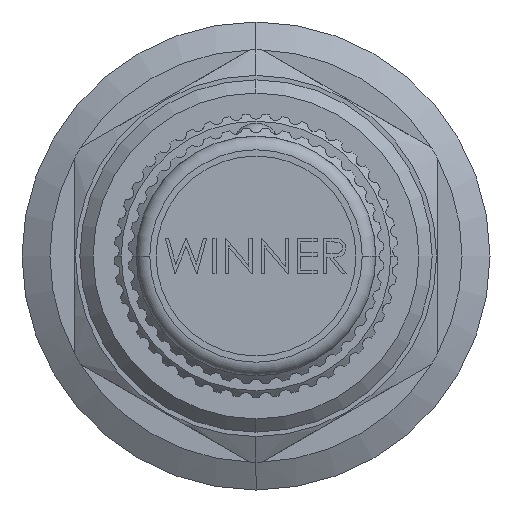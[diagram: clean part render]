
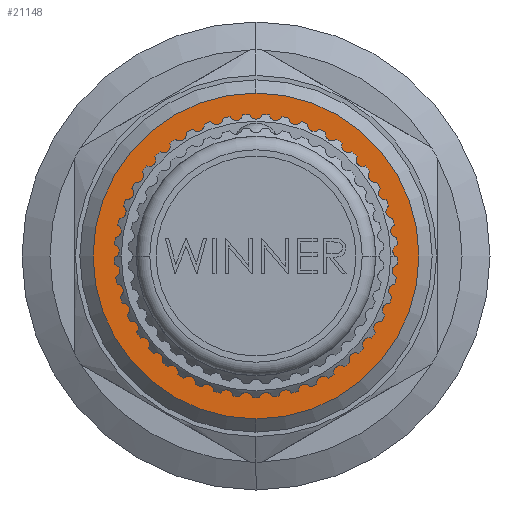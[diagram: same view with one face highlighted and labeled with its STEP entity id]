
A CAD part, left-side view. The second image highlights one B-rep face of the part: STEP entity #21148.
In plain terms, the highlighted planar face has unit normal (-1, 0, 0).
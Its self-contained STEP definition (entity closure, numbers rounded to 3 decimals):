
#109 = DIRECTION ( 'NONE',  ( 0., 0., 1. ) ) ;
#1624 = CARTESIAN_POINT ( 'NONE',  ( -44.5, 6.875, 0. ) ) ;
#2366 = DIRECTION ( 'NONE',  ( -1., 0., 0. ) ) ;
#4168 = FACE_BOUND ( 'NONE', #5475, .T. ) ;
#4175 = AXIS2_PLACEMENT_3D ( 'NONE', #19875, #19793, #28579 ) ;
#4379 = ORIENTED_EDGE ( 'NONE', *, *, #21891, .T. ) ;
#4520 = CARTESIAN_POINT ( 'NONE',  ( -44.5, 0., 0. ) ) ;
#4849 = VERTEX_POINT ( 'NONE', #1624 ) ;
#4868 = FACE_OUTER_BOUND ( 'NONE', #13512, .T. ) ;
#5084 = DIRECTION ( 'NONE',  ( 1., 0., 0. ) ) ;
#5475 = EDGE_LOOP ( 'NONE', ( #19605, #4379 ) ) ;
#5851 = VERTEX_POINT ( 'NONE', #22609 ) ;
#6082 = CIRCLE ( 'NONE', #12798, 18.5 ) ;
#6124 = CARTESIAN_POINT ( 'NONE',  ( -44.5, 0., 0. ) ) ;
#6306 = DIRECTION ( 'NONE',  ( -1., 0., 0. ) ) ;
#6418 = DIRECTION ( 'NONE',  ( 0., 0., 1. ) ) ;
#8025 = DIRECTION ( 'NONE',  ( -1., 0., 0. ) ) ;
#8891 = VERTEX_POINT ( 'NONE', #17678 ) ;
#9489 = AXIS2_PLACEMENT_3D ( 'NONE', #19753, #6306, #6418 ) ;
#9661 = DIRECTION ( 'NONE',  ( 0., -1., 0. ) ) ;
#11133 = ORIENTED_EDGE ( 'NONE', *, *, #19752, .T. ) ;
#12779 = EDGE_CURVE ( 'NONE', #4849, #26227, #17896, .T. ) ;
#12798 = AXIS2_PLACEMENT_3D ( 'NONE', #6124, #8025, #21862 ) ;
#13512 = EDGE_LOOP ( 'NONE', ( #17637, #11133 ) ) ;
#15412 = AXIS2_PLACEMENT_3D ( 'NONE', #18450, #5084, #9661 ) ;
#16215 = AXIS2_PLACEMENT_3D ( 'NONE', #4520, #2366, #109 ) ;
#17637 = ORIENTED_EDGE ( 'NONE', *, *, #27931, .T. ) ;
#17678 = CARTESIAN_POINT ( 'NONE',  ( -44.5, 0., -18.5 ) ) ;
#17752 = PLANE ( 'NONE',  #9489 ) ;
#17845 = CIRCLE ( 'NONE', #4175, 6.875 ) ;
#17896 = CIRCLE ( 'NONE', #15412, 6.875 ) ;
#18450 = CARTESIAN_POINT ( 'NONE',  ( -44.5, 0., 0. ) ) ;
#19605 = ORIENTED_EDGE ( 'NONE', *, *, #12779, .T. ) ;
#19752 = EDGE_CURVE ( 'NONE', #5851, #8891, #21828, .T. ) ;
#19753 = CARTESIAN_POINT ( 'NONE',  ( -44.5, 0., 0. ) ) ;
#19793 = DIRECTION ( 'NONE',  ( 1., 0., 0. ) ) ;
#19875 = CARTESIAN_POINT ( 'NONE',  ( -44.5, 0., 0. ) ) ;
#21148 = ADVANCED_FACE ( 'NONE', ( #4168, #4868 ), #17752, .T. ) ;
#21828 = CIRCLE ( 'NONE', #16215, 18.5 ) ;
#21862 = DIRECTION ( 'NONE',  ( 0., 0., 1. ) ) ;
#21891 = EDGE_CURVE ( 'NONE', #26227, #4849, #17845, .T. ) ;
#22609 = CARTESIAN_POINT ( 'NONE',  ( -44.5, 0., 18.5 ) ) ;
#26227 = VERTEX_POINT ( 'NONE', #27905 ) ;
#27905 = CARTESIAN_POINT ( 'NONE',  ( -44.5, -6.875, 0. ) ) ;
#27931 = EDGE_CURVE ( 'NONE', #8891, #5851, #6082, .T. ) ;
#28579 = DIRECTION ( 'NONE',  ( 0., -1., 0. ) ) ;
